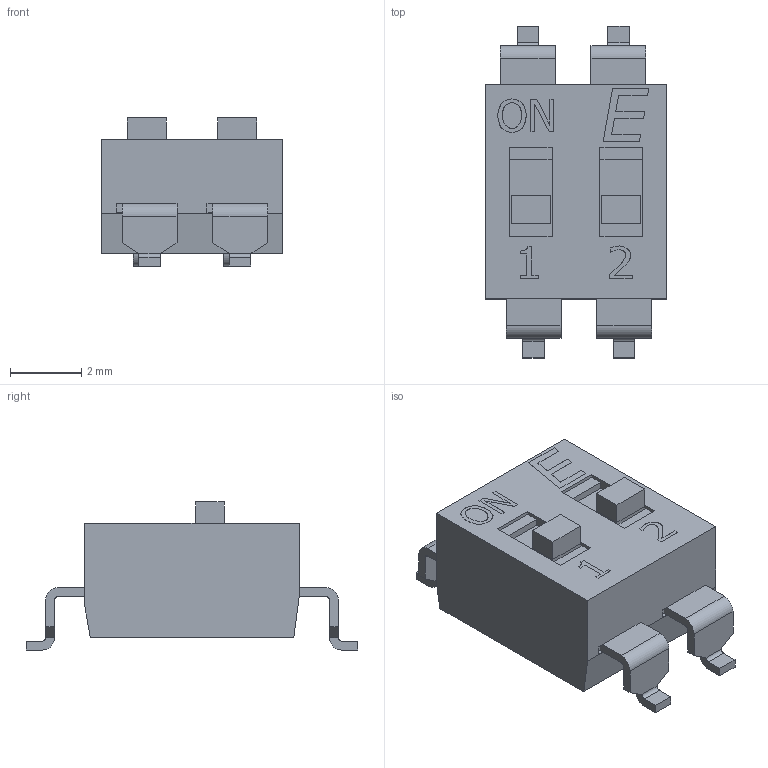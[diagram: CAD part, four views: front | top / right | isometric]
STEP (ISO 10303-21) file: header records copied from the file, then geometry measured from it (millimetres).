
FILE_DESCRIPTION((''),'2;1');
FILE_NAME('KAJ02LGGx.stp','2012-02-16T08:37:16',('banderson'),(''),'Autodesk Inventor 11','Autodesk Inventor 11','');
FILE_SCHEMA(('AUTOMOTIVE_DESIGN { 1 0 10303 214 1 1 1 1 }'));
Length unit declared in the file: millimetre
Products named in the file (4): W825400; KAJ 2 BODY; KAJ TERM G; KAJ L ACTUATOR
Assembly tree (7 placements, depth 2):
  W825400
    KAJ 2 BODY
    KAJ TERM G  x4
    KAJ L ACTUATOR  x2
Bounding box: 5.08 x 9.3 x 4.15 mm (x, y, z)
Volume: 101.9 mm3; surface area: 197.3 mm2
Topology: 7 solids, 7 shells, 212 faces, 538 edges, 352 vertices
Faces by surface type: plane 170, bspline 26, cylinder 16
Entity records: 4951 total; most frequent: CARTESIAN_POINT 1259, ORIENTED_EDGE 788, DIRECTION 624, EDGE_CURVE 394, VECTOR 334, LINE 334, VERTEX_POINT 260, EDGE_LOOP 164
